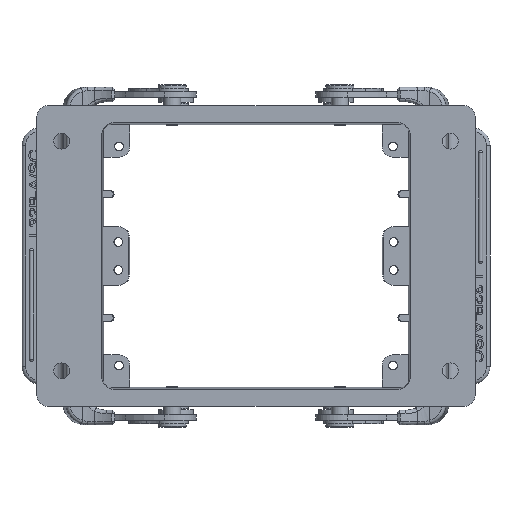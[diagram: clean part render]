
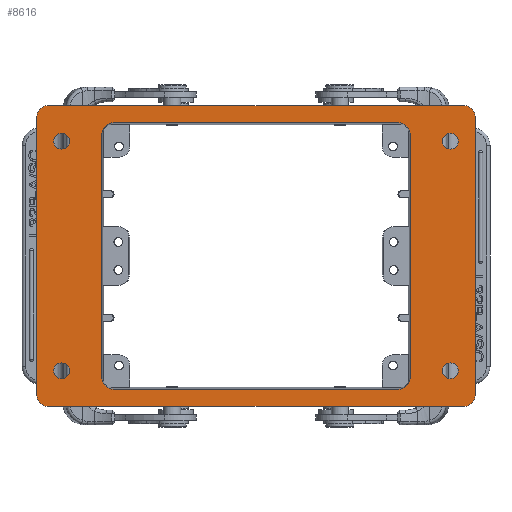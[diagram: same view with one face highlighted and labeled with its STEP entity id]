
A CAD part, front view. The second image highlights one B-rep face of the part: STEP entity #8616.
In plain terms, the highlighted planar face has unit normal (0, -1, 0).
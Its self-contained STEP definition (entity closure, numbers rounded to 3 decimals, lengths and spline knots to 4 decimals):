
#8616=ADVANCED_FACE('',(#12255,#12256,#12257,#12258,#12259,#12260),#9498,
 .F.);
#9498=PLANE('',#35680);
#11840=CIRCLE('',#35565,0.1378);
#11842=CIRCLE('',#35569,0.1378);
#11844=CIRCLE('',#35573,0.1378);
#11846=CIRCLE('',#35577,0.1378);
#11849=CIRCLE('',#35582,0.0886);
#11851=CIRCLE('',#35585,0.0886);
#11853=CIRCLE('',#35588,0.0886);
#11855=CIRCLE('',#35591,0.0886);
#11857=CIRCLE('',#35594,0.0886);
#11859=CIRCLE('',#35597,0.0886);
#11861=CIRCLE('',#35600,0.0886);
#11905=CIRCLE('',#35668,0.1181);
#11906=CIRCLE('',#35671,0.1181);
#11907=CIRCLE('',#35674,0.1181);
#11908=CIRCLE('',#35677,0.1181);
#11909=CIRCLE('',#35679,0.0886);
#12255=FACE_BOUND('',#13791,.T.);
#12256=FACE_BOUND('',#13792,.T.);
#12257=FACE_BOUND('',#13793,.T.);
#12258=FACE_BOUND('',#13794,.T.);
#12259=FACE_BOUND('',#13795,.T.);
#12260=FACE_BOUND('',#13796,.T.);
#13791=EDGE_LOOP('',(#20950,#20951,#20952,#20953,#20954,#20955,#20956,#20957));
#13792=EDGE_LOOP('',(#20958,#20959));
#13793=EDGE_LOOP('',(#20960,#20961));
#13794=EDGE_LOOP('',(#20962,#20963));
#13795=EDGE_LOOP('',(#20964,#20965));
#13796=EDGE_LOOP('',(#20966,#20967,#20968,#20969,#20970,#20971,#20972,#20973));
#20950=ORIENTED_EDGE('',*,*,#28803,.F.);
#20951=ORIENTED_EDGE('',*,*,#28807,.T.);
#20952=ORIENTED_EDGE('',*,*,#28810,.F.);
#20953=ORIENTED_EDGE('',*,*,#28813,.T.);
#20954=ORIENTED_EDGE('',*,*,#28816,.F.);
#20955=ORIENTED_EDGE('',*,*,#28819,.T.);
#20956=ORIENTED_EDGE('',*,*,#28822,.F.);
#20957=ORIENTED_EDGE('',*,*,#28824,.T.);
#20958=ORIENTED_EDGE('',*,*,#28829,.F.);
#20959=ORIENTED_EDGE('',*,*,#28831,.F.);
#20960=ORIENTED_EDGE('',*,*,#28835,.F.);
#20961=ORIENTED_EDGE('',*,*,#28837,.F.);
#20962=ORIENTED_EDGE('',*,*,#28841,.F.);
#20963=ORIENTED_EDGE('',*,*,#28956,.F.);
#20964=ORIENTED_EDGE('',*,*,#28845,.F.);
#20965=ORIENTED_EDGE('',*,*,#28847,.F.);
#20966=ORIENTED_EDGE('',*,*,#28954,.T.);
#20967=ORIENTED_EDGE('',*,*,#28952,.F.);
#20968=ORIENTED_EDGE('',*,*,#28950,.T.);
#20969=ORIENTED_EDGE('',*,*,#28948,.F.);
#20970=ORIENTED_EDGE('',*,*,#28946,.T.);
#20971=ORIENTED_EDGE('',*,*,#28944,.F.);
#20972=ORIENTED_EDGE('',*,*,#28942,.T.);
#20973=ORIENTED_EDGE('',*,*,#28955,.F.);
#24891=VERTEX_POINT('',#66657);
#24892=VERTEX_POINT('',#66659);
#24895=VERTEX_POINT('',#66672);
#24897=VERTEX_POINT('',#66684);
#24899=VERTEX_POINT('',#66693);
#24900=VERTEX_POINT('',#66704);
#24903=VERTEX_POINT('',#66714);
#24905=VERTEX_POINT('',#66726);
#24907=VERTEX_POINT('',#66738);
#24909=VERTEX_POINT('',#66742);
#24911=VERTEX_POINT('',#66750);
#24913=VERTEX_POINT('',#66754);
#24915=VERTEX_POINT('',#66762);
#24917=VERTEX_POINT('',#66766);
#24919=VERTEX_POINT('',#66771);
#24921=VERTEX_POINT('',#66775);
#24988=VERTEX_POINT('',#66974);
#24989=VERTEX_POINT('',#66976);
#24990=VERTEX_POINT('',#66980);
#24991=VERTEX_POINT('',#66984);
#24992=VERTEX_POINT('',#66988);
#24993=VERTEX_POINT('',#66992);
#24994=VERTEX_POINT('',#66996);
#24995=VERTEX_POINT('',#67000);
#28803=EDGE_CURVE('',#24891,#24892,#11840,.T.);
#28807=EDGE_CURVE('',#24891,#24895,#31152,.T.);
#28810=EDGE_CURVE('',#24897,#24895,#11842,.T.);
#28813=EDGE_CURVE('',#24897,#24899,#31153,.T.);
#28816=EDGE_CURVE('',#24900,#24899,#11844,.T.);
#28819=EDGE_CURVE('',#24900,#24903,#31154,.T.);
#28822=EDGE_CURVE('',#24905,#24903,#11846,.T.);
#28824=EDGE_CURVE('',#24905,#24892,#31155,.T.);
#28829=EDGE_CURVE('',#24909,#24907,#11849,.T.);
#28831=EDGE_CURVE('',#24907,#24909,#11851,.T.);
#28835=EDGE_CURVE('',#24913,#24911,#11853,.T.);
#28837=EDGE_CURVE('',#24911,#24913,#11855,.T.);
#28841=EDGE_CURVE('',#24917,#24915,#11857,.T.);
#28845=EDGE_CURVE('',#24921,#24919,#11859,.T.);
#28847=EDGE_CURVE('',#24919,#24921,#11861,.T.);
#28942=EDGE_CURVE('',#24988,#24989,#31211,.T.);
#28944=EDGE_CURVE('',#24988,#24990,#11905,.T.);
#28946=EDGE_CURVE('',#24991,#24990,#31214,.T.);
#28948=EDGE_CURVE('',#24991,#24992,#11906,.T.);
#28950=EDGE_CURVE('',#24993,#24992,#31217,.T.);
#28952=EDGE_CURVE('',#24993,#24994,#11907,.T.);
#28954=EDGE_CURVE('',#24995,#24994,#31220,.T.);
#28955=EDGE_CURVE('',#24995,#24989,#11908,.T.);
#28956=EDGE_CURVE('',#24915,#24917,#11909,.T.);
#31152=LINE('',#66673,#33145);
#31153=LINE('',#66694,#33146);
#31154=LINE('',#66715,#33147);
#31155=LINE('',#66730,#33148);
#31211=LINE('',#66977,#33204);
#31214=LINE('',#66985,#33207);
#31217=LINE('',#66993,#33210);
#31220=LINE('',#67001,#33213);
#33145=VECTOR('',#41380,1.);
#33146=VECTOR('',#41389,1.);
#33147=VECTOR('',#41398,1.);
#33148=VECTOR('',#41407,1.);
#33204=VECTOR('',#41637,1.);
#33207=VECTOR('',#41646,1.);
#33210=VECTOR('',#41655,1.);
#33213=VECTOR('',#41664,1.);
#35565=AXIS2_PLACEMENT_3D('',#66658,#41374,#41375);
#35569=AXIS2_PLACEMENT_3D('',#66685,#41383,#41384);
#35573=AXIS2_PLACEMENT_3D('',#66706,#41392,#41393);
#35577=AXIS2_PLACEMENT_3D('',#66727,#41401,#41402);
#35582=AXIS2_PLACEMENT_3D('',#66743,#41414,#41415);
#35585=AXIS2_PLACEMENT_3D('',#66746,#41420,#41421);
#35588=AXIS2_PLACEMENT_3D('',#66755,#41428,#41429);
#35591=AXIS2_PLACEMENT_3D('',#66758,#41434,#41435);
#35594=AXIS2_PLACEMENT_3D('',#66767,#41442,#41443);
#35597=AXIS2_PLACEMENT_3D('',#66776,#41450,#41451);
#35600=AXIS2_PLACEMENT_3D('',#66779,#41456,#41457);
#35668=AXIS2_PLACEMENT_3D('',#66981,#41641,#41642);
#35671=AXIS2_PLACEMENT_3D('',#66989,#41650,#41651);
#35674=AXIS2_PLACEMENT_3D('',#66997,#41659,#41660);
#35677=AXIS2_PLACEMENT_3D('',#67003,#41667,#41668);
#35679=AXIS2_PLACEMENT_3D('',#67005,#41671,#41672);
#35680=AXIS2_PLACEMENT_3D('',#67006,#41673,#41674);
#41374=DIRECTION('',(0.,-1.,0.));
#41375=DIRECTION('',(0.,0.,1.));
#41380=DIRECTION('',(1.,0.,0.));
#41383=DIRECTION('',(0.,-1.,0.));
#41384=DIRECTION('',(1.,0.,0.));
#41389=DIRECTION('',(0.,0.,-1.));
#41392=DIRECTION('',(0.,-1.,0.));
#41393=DIRECTION('',(0.,0.,-1.));
#41398=DIRECTION('',(-1.,0.,0.));
#41401=DIRECTION('',(0.,-1.,0.));
#41402=DIRECTION('',(-1.,0.,0.));
#41407=DIRECTION('',(0.,0.,1.));
#41414=DIRECTION('',(0.,-1.,0.));
#41415=DIRECTION('',(0.,0.,-1.));
#41420=DIRECTION('',(0.,-1.,0.));
#41421=DIRECTION('',(0.,0.,1.));
#41428=DIRECTION('',(0.,-1.,0.));
#41429=DIRECTION('',(0.,0.,-1.));
#41434=DIRECTION('',(0.,-1.,0.));
#41435=DIRECTION('',(0.,0.,1.));
#41442=DIRECTION('',(0.,-1.,0.));
#41443=DIRECTION('',(0.,0.,-1.));
#41450=DIRECTION('',(0.,-1.,0.));
#41451=DIRECTION('',(0.,0.,-1.));
#41456=DIRECTION('',(0.,-1.,0.));
#41457=DIRECTION('',(0.,0.,1.));
#41637=DIRECTION('',(0.,0.,-1.));
#41641=DIRECTION('',(0.,1.,0.));
#41642=DIRECTION('',(-1.,0.,0.));
#41646=DIRECTION('',(-1.,0.,0.));
#41650=DIRECTION('',(0.,1.,0.));
#41651=DIRECTION('',(0.,0.,1.));
#41655=DIRECTION('',(0.,0.,1.));
#41659=DIRECTION('',(0.,1.,0.));
#41660=DIRECTION('',(1.,0.,0.));
#41664=DIRECTION('',(1.,0.,0.));
#41667=DIRECTION('',(0.,1.,0.));
#41668=DIRECTION('',(0.,0.,-1.));
#41671=DIRECTION('',(0.,-1.,0.));
#41672=DIRECTION('',(0.,0.,1.));
#41673=DIRECTION('',(0.,1.,0.));
#41674=DIRECTION('',(0.,0.,-1.));
#66657=CARTESIAN_POINT('',(2.4922,9.7859,5.6702));
#66658=CARTESIAN_POINT('',(2.4922,9.7859,5.5324));
#66659=CARTESIAN_POINT('',(2.3544,9.7859,5.5324));
#66672=CARTESIAN_POINT('',(5.6536,9.7859,5.6702));
#66673=CARTESIAN_POINT('',(2.4922,9.7859,5.6702));
#66684=CARTESIAN_POINT('',(5.7914,9.7859,5.5324));
#66685=CARTESIAN_POINT('',(5.6536,9.7859,5.5324));
#66693=CARTESIAN_POINT('',(5.7914,9.7859,2.8395));
#66694=CARTESIAN_POINT('',(5.7914,9.7859,5.5324));
#66704=CARTESIAN_POINT('',(5.6536,9.7859,2.7017));
#66706=CARTESIAN_POINT('',(5.6536,9.7859,2.8395));
#66714=CARTESIAN_POINT('',(2.4922,9.7859,2.7017));
#66715=CARTESIAN_POINT('',(5.6536,9.7859,2.7017));
#66726=CARTESIAN_POINT('',(2.3544,9.7859,2.8395));
#66727=CARTESIAN_POINT('',(2.4922,9.7859,2.8395));
#66730=CARTESIAN_POINT('',(2.3544,9.7859,2.8395));
#66738=CARTESIAN_POINT('',(6.2383,9.7859,5.554));
#66742=CARTESIAN_POINT('',(6.2383,9.7859,5.3769));
#66743=CARTESIAN_POINT('',(6.2383,9.7859,5.4654));
#66746=CARTESIAN_POINT('',(6.2383,9.7859,5.4654));
#66750=CARTESIAN_POINT('',(6.2383,9.7859,2.995));
#66754=CARTESIAN_POINT('',(6.2383,9.7859,2.8178));
#66755=CARTESIAN_POINT('',(6.2383,9.7859,2.9064));
#66758=CARTESIAN_POINT('',(6.2383,9.7859,2.9064));
#66762=CARTESIAN_POINT('',(1.9076,9.7859,2.995));
#66766=CARTESIAN_POINT('',(1.9076,9.7859,2.8178));
#66767=CARTESIAN_POINT('',(1.9076,9.7859,2.9064));
#66771=CARTESIAN_POINT('',(1.9076,9.7859,5.554));
#66775=CARTESIAN_POINT('',(1.9076,9.7859,5.3769));
#66776=CARTESIAN_POINT('',(1.9076,9.7859,5.4654));
#66779=CARTESIAN_POINT('',(1.9076,9.7859,5.4654));
#66974=CARTESIAN_POINT('',(1.632,9.7859,5.741));
#66976=CARTESIAN_POINT('',(1.632,9.7859,2.6308));
#66977=CARTESIAN_POINT('',(1.632,9.7859,5.741));
#66980=CARTESIAN_POINT('',(1.7501,9.7859,5.8591));
#66981=CARTESIAN_POINT('',(1.7501,9.7859,5.741));
#66984=CARTESIAN_POINT('',(6.3957,9.7859,5.8591));
#66985=CARTESIAN_POINT('',(6.3957,9.7859,5.8591));
#66988=CARTESIAN_POINT('',(6.5139,9.7859,5.741));
#66989=CARTESIAN_POINT('',(6.3957,9.7859,5.741));
#66992=CARTESIAN_POINT('',(6.5139,9.7859,2.6308));
#66993=CARTESIAN_POINT('',(6.5139,9.7859,2.6308));
#66996=CARTESIAN_POINT('',(6.3957,9.7859,2.5127));
#66997=CARTESIAN_POINT('',(6.3957,9.7859,2.6308));
#67000=CARTESIAN_POINT('',(1.7501,9.7859,2.5127));
#67001=CARTESIAN_POINT('',(1.7501,9.7859,2.5127));
#67003=CARTESIAN_POINT('',(1.7501,9.7859,2.6308));
#67005=CARTESIAN_POINT('',(1.9076,9.7859,2.9064));
#67006=CARTESIAN_POINT('',(4.0729,9.7859,4.1859));
